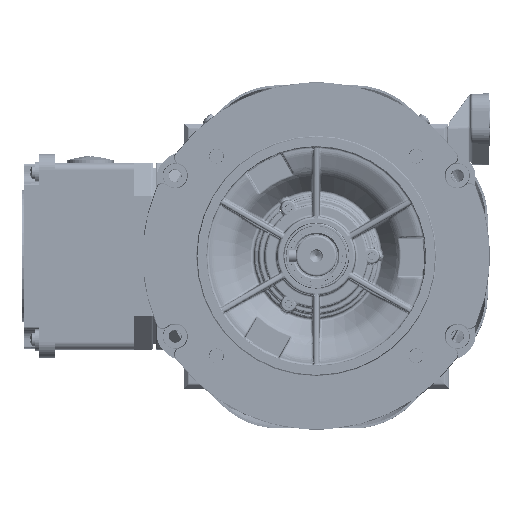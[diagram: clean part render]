
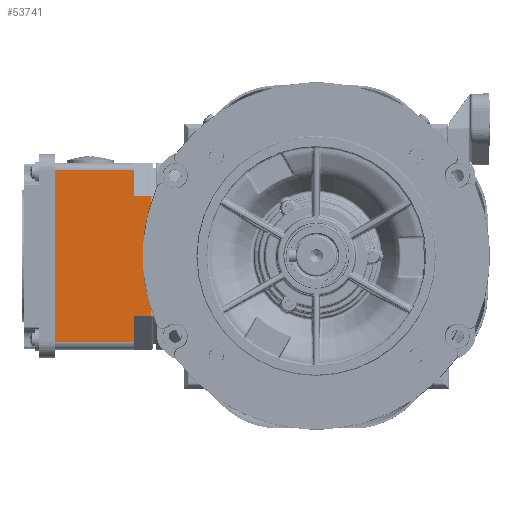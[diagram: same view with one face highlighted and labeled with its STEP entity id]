
A CAD part, top view. The second image highlights one B-rep face of the part: STEP entity #53741.
In plain terms, the highlighted planar face has unit normal (0, 0, 1).
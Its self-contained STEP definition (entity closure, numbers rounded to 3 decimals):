
#42582=FACE_BOUND('',#67101,.T.);
#42583=FACE_BOUND('',#67102,.T.);
#53741=ADVANCED_FACE('3-0-113',(#42582,#42583),#56173,.T.);
#56173=PLANE('',#158490);
#67101=EDGE_LOOP('',(#101779));
#67102=EDGE_LOOP('',(#101780,#101781,#101782,#101783,#101784,#101785,#101786,
#101787));
#72979=LINE('',#274225,#78783);
#72986=LINE('',#274254,#78790);
#72990=LINE('',#274261,#78794);
#72991=LINE('',#274263,#78795);
#72994=LINE('',#274271,#78798);
#72995=LINE('',#274273,#78799);
#72996=LINE('',#274275,#78800);
#72997=LINE('',#274277,#78801);
#78783=VECTOR('',#184411,1.);
#78790=VECTOR('',#184434,1.);
#78794=VECTOR('',#184440,1.);
#78795=VECTOR('',#184443,1.);
#78798=VECTOR('',#184450,1.);
#78799=VECTOR('',#184451,1.);
#78800=VECTOR('',#184452,1.);
#78801=VECTOR('',#184453,1.);
#101779=ORIENTED_EDGE('',*,*,#137125,.T.);
#101780=ORIENTED_EDGE('',*,*,#137126,.T.);
#101781=ORIENTED_EDGE('',*,*,#137127,.T.);
#101782=ORIENTED_EDGE('',*,*,#137128,.T.);
#101783=ORIENTED_EDGE('',*,*,#137129,.F.);
#101784=ORIENTED_EDGE('',*,*,#137103,.T.);
#101785=ORIENTED_EDGE('',*,*,#137117,.T.);
#101786=ORIENTED_EDGE('',*,*,#137121,.T.);
#101787=ORIENTED_EDGE('',*,*,#137122,.T.);
#119594=VERTEX_POINT('',#274224);
#119595=VERTEX_POINT('',#274226);
#119608=VERTEX_POINT('',#274253);
#119610=VERTEX_POINT('',#274260);
#119611=VERTEX_POINT('',#274264);
#119613=VERTEX_POINT('',#274270);
#119614=VERTEX_POINT('',#274272);
#119615=VERTEX_POINT('',#274274);
#119616=VERTEX_POINT('',#274276);
#137103=EDGE_CURVE('22-0-7:3-0-113',#119595,#119594,#72979,.T.);
#137117=EDGE_CURVE('3-0-113:3-0-177',#119594,#119608,#72986,.T.);
#137121=EDGE_CURVE('129-0-8:3-0-113',#119608,#119610,#72990,.T.);
#137122=EDGE_CURVE('129-0-1:3-0-113',#119610,#119611,#72991,.T.);
#137125=EDGE_CURVE('137-0-1:3-0-113',#119613,#119613,#147039,.T.);
#137126=EDGE_CURVE('157-0-26:3-0-113',#119611,#119614,#72994,.T.);
#137127=EDGE_CURVE('124-0-1:3-0-113',#119614,#119615,#72995,.T.);
#137128=EDGE_CURVE('124-0-8:3-0-113',#119615,#119616,#72996,.T.);
#137129=EDGE_CURVE('3-0-113:3-0-97',#119595,#119616,#72997,.T.);
#147039=CIRCLE('',#158489,0.05);
#158489=AXIS2_PLACEMENT_3D('',#274269,#184448,#184449);
#158490=AXIS2_PLACEMENT_3D('',#274278,#184454,#184455);
#184411=DIRECTION('',(0.,-1.,0.));
#184434=DIRECTION('',(1.,0.,0.));
#184440=DIRECTION('',(0.,1.,0.));
#184443=DIRECTION('',(1.,0.,0.));
#184448=DIRECTION('',(0.,0.,-1.));
#184449=DIRECTION('',(1.,0.,0.));
#184450=DIRECTION('',(0.,1.,0.));
#184451=DIRECTION('',(-1.,0.,0.));
#184452=DIRECTION('',(0.,1.,0.));
#184453=DIRECTION('',(1.,0.,0.));
#184454=DIRECTION('',(0.,0.,1.));
#184455=DIRECTION('',(0.,-1.,0.));
#274224=CARTESIAN_POINT('',(-120.5,-39.5,29.));
#274225=CARTESIAN_POINT('',(-120.5,39.5,29.));
#274226=CARTESIAN_POINT('',(-120.5,39.5,29.));
#274253=CARTESIAN_POINT('',(-84.,-39.5,29.));
#274254=CARTESIAN_POINT('',(-120.5,-39.5,29.));
#274260=CARTESIAN_POINT('',(-84.,-27.711,29.));
#274261=CARTESIAN_POINT('',(-84.,-39.5,29.));
#274263=CARTESIAN_POINT('',(-84.,-27.711,29.));
#274264=CARTESIAN_POINT('',(-76.,-27.711,29.));
#274269=CARTESIAN_POINT('',(-94.5,12.94,29.));
#274270=CARTESIAN_POINT('',(-94.45,12.94,29.));
#274271=CARTESIAN_POINT('',(-76.,-27.711,29.));
#274272=CARTESIAN_POINT('',(-76.,27.711,29.));
#274273=CARTESIAN_POINT('',(-76.,27.711,29.));
#274274=CARTESIAN_POINT('',(-84.,27.711,29.));
#274275=CARTESIAN_POINT('',(-84.,27.711,29.));
#274276=CARTESIAN_POINT('',(-84.,39.5,29.));
#274277=CARTESIAN_POINT('',(-120.5,39.5,29.));
#274278=CARTESIAN_POINT('',(-120.5,39.5,29.));
